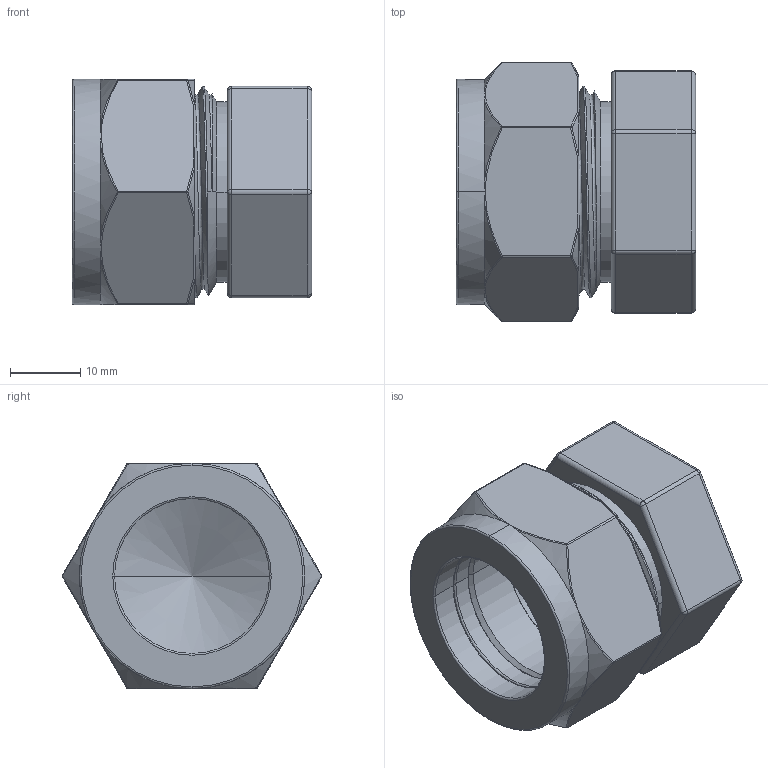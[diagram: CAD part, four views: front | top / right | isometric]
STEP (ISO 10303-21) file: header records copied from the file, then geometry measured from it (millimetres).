
FILE_DESCRIPTION((''),'2;1');
FILE_NAME('001_CCA_CTE_MASTER_ASM','2025-06-24T08:30:26',('Administrator'),(''),'CREO PARAMETRIC BY PTC INC, 2020414','CREO PARAMETRIC BY PTC INC, 2020414','');
FILE_SCHEMA(('AUTOMOTIVE_DESIGN { 1 0 10303 214 1 1 1 1 }'));
Length unit declared in the file: millimetre
Products named in the file (5): DIN2353-TUBE_CCA; DIN2353_TUBE_NUT_CCA; BACK_FERRULE_CCA; FRONT_FERRULE_CCA; 001_CCA_CTE_MASTER_ASM
Assembly tree (4 placements, depth 2):
  001_CCA_CTE_MASTER_ASM
    DIN2353-TUBE_CCA
    DIN2353_TUBE_NUT_CCA
    BACK_FERRULE_CCA
    FRONT_FERRULE_CCA
Bounding box: 34 x 36.87 x 32 mm (x, y, z)
Volume: 15834 mm3; surface area: 12338.2 mm2
Topology: 4 solids, 4 shells, 222 faces, 496 edges, 310 vertices
Faces by surface type: cylinder 63, bspline 36, sphere 36, torus 34, cone 32, plane 21
Entity records: 15602 total; most frequent: CARTESIAN_POINT 9996, DIRECTION 1021, ORIENTED_EDGE 944, EDGE_CURVE 472, AXIS2_PLACEMENT_3D 441, VERTEX_POINT 260, CIRCLE 234, EDGE_LOOP 230
